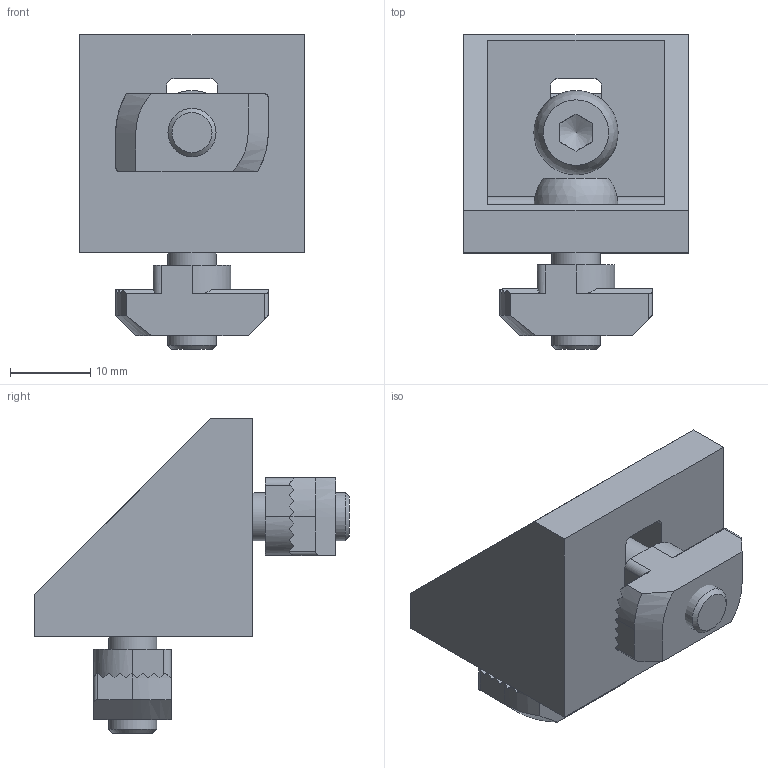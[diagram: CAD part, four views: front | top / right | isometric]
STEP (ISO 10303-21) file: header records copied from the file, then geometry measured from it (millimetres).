
FILE_DESCRIPTION(('STEP AP203'),'1');
FILE_NAME('FIXE10B1230.stp','2023-12-11T10:18:52',(' '),(' '),'Spatial InterOp 3D',' ',' ');
FILE_SCHEMA(('CONFIG_CONTROL_DESIGN'));
Length unit declared in the file: millimetre
Products named in the file (5): Kit de fixation; Vis BHC - M6x18; Ecrou tête rectangulaire 10 M6; Kit équerre 10 30x30x30 Al; Equerre 8 30x30x30 Al brut
Assembly tree (5 placements, depth 3):
  Kit équerre 10 30x30x30 Al
    Kit de fixation  x2
      Vis BHC - M6x18
      Ecrou tête rectangulaire 10 M6
    Equerre 8 30x30x30 Al brut
Bounding box: 28 x 39.2 x 39.2 mm (x, y, z)
Volume: 12162.4 mm3; surface area: 7429.2 mm2
Topology: 5 solids, 5 shells, 210 faces, 589 edges, 392 vertices
Faces by surface type: plane 169, cylinder 31, cone 4, bspline 4, sphere 2
Full cylindrical faces by diameter (mm): 5 x2, 6 x4
Entity records: 4881 total; most frequent: CARTESIAN_POINT 815, DIRECTION 660, ORIENTED_EDGE 650, EDGE_CURVE 325, AXIS2_PLACEMENT_3D 225, VERTEX_POINT 221, LINE 210, VECTOR 210
